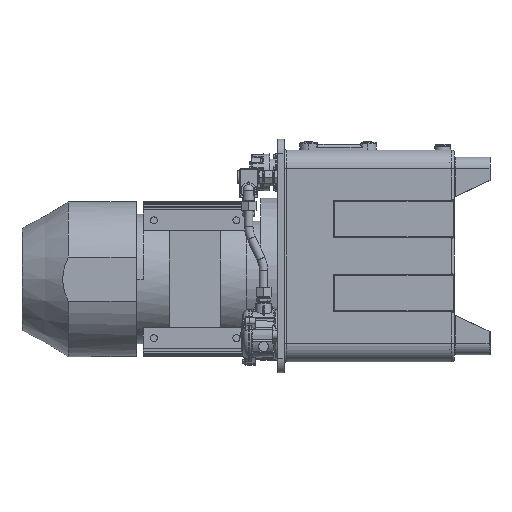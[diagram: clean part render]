
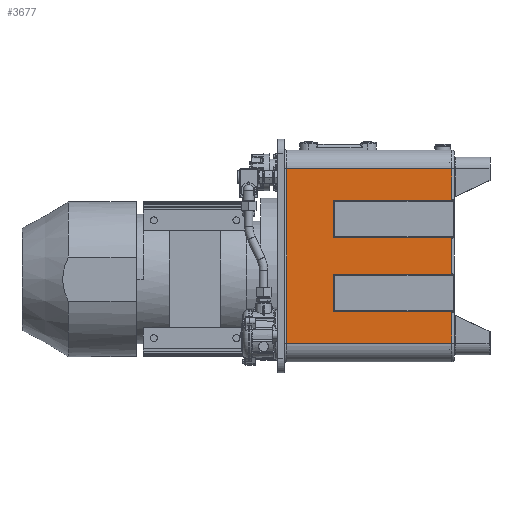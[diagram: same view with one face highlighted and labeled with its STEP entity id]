
A CAD part, left-side view. The second image highlights one B-rep face of the part: STEP entity #3677.
In plain terms, the highlighted planar face has unit normal (-1, 0, 0).
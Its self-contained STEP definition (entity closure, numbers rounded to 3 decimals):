
#3677=ADVANCED_FACE('',(#21208),#21210,.T.);
#21208=FACE_BOUND('',#21209,.T.);
#21209=EDGE_LOOP('',(#37049,#37050,#37051,#37052,#37053,#37054,#37055,#37056,#37057,
#37058,#37059,#37060,#37061,#37062,#37063,#37064));
#21210=PLANE('',#21211);
#21211=AXIS2_PLACEMENT_3D('',#21212,#21213,#21214);
#21212=CARTESIAN_POINT('',(-473.,-328.,-219.));
#21213=DIRECTION('',(-1.,0.,0.));
#21214=DIRECTION('',(0.,0.,1.));
#37049=ORIENTED_EDGE('',*,*,#50196,.F.);
#37050=ORIENTED_EDGE('',*,*,#50100,.F.);
#37051=ORIENTED_EDGE('',*,*,#50195,.F.);
#37052=ORIENTED_EDGE('',*,*,#50197,.F.);
#37053=ORIENTED_EDGE('',*,*,#50198,.F.);
#37054=ORIENTED_EDGE('',*,*,#50199,.F.);
#37055=ORIENTED_EDGE('',*,*,#50200,.F.);
#37056=ORIENTED_EDGE('',*,*,#50201,.F.);
#37057=ORIENTED_EDGE('',*,*,#50202,.F.);
#37058=ORIENTED_EDGE('',*,*,#50203,.F.);
#37059=ORIENTED_EDGE('',*,*,#50204,.F.);
#37060=ORIENTED_EDGE('',*,*,#50205,.F.);
#37061=ORIENTED_EDGE('',*,*,#50206,.F.);
#37062=ORIENTED_EDGE('',*,*,#50207,.F.);
#37063=ORIENTED_EDGE('',*,*,#50208,.F.);
#37064=ORIENTED_EDGE('',*,*,#50209,.F.);
#50100=EDGE_CURVE('',#55423,#55420,#55424,.T.);
#50195=EDGE_CURVE('',#55580,#55423,#55582,.T.);
#50196=EDGE_CURVE('',#55420,#55583,#55584,.T.);
#50197=EDGE_CURVE('',#55585,#55580,#55586,.T.);
#50198=EDGE_CURVE('',#55587,#55585,#55588,.T.);
#50199=EDGE_CURVE('',#55589,#55587,#55590,.T.);
#50200=EDGE_CURVE('',#55591,#55589,#55592,.T.);
#50201=EDGE_CURVE('',#55593,#55591,#55594,.T.);
#50202=EDGE_CURVE('',#55595,#55593,#55596,.T.);
#50203=EDGE_CURVE('',#55597,#55595,#55598,.T.);
#50204=EDGE_CURVE('',#55599,#55597,#55600,.T.);
#50205=EDGE_CURVE('',#55601,#55599,#55602,.T.);
#50206=EDGE_CURVE('',#55603,#55601,#55604,.T.);
#50207=EDGE_CURVE('',#55605,#55603,#55606,.T.);
#50208=EDGE_CURVE('',#55607,#55605,#55608,.T.);
#50209=EDGE_CURVE('',#55583,#55607,#55609,.T.);
#55420=VERTEX_POINT('',#68921);
#55423=VERTEX_POINT('',#68930);
#55424=LINE('',#68931,#68932);
#55580=VERTEX_POINT('',#70043);
#55582=LINE('',#70048,#70049);
#55583=VERTEX_POINT('',#70051);
#55584=LINE('',#70052,#70053);
#55585=VERTEX_POINT('',#70055);
#55586=LINE('',#70056,#70057);
#55587=VERTEX_POINT('',#70059);
#55588=LINE('',#70060,#70061);
#55589=VERTEX_POINT('',#70063);
#55590=LINE('',#70064,#70065);
#55591=VERTEX_POINT('',#70067);
#55592=LINE('',#70068,#70069);
#55593=VERTEX_POINT('',#70071);
#55594=LINE('',#70072,#70073);
#55595=VERTEX_POINT('',#70075);
#55596=LINE('',#70076,#70077);
#55597=VERTEX_POINT('',#70079);
#55598=LINE('',#70080,#70081);
#55599=VERTEX_POINT('',#70083);
#55600=LINE('',#70084,#70085);
#55601=VERTEX_POINT('',#70087);
#55602=LINE('',#70088,#70089);
#55603=VERTEX_POINT('',#70091);
#55604=LINE('',#70092,#70093);
#55605=VERTEX_POINT('',#70095);
#55606=LINE('',#70096,#70097);
#55607=VERTEX_POINT('',#70099);
#55608=LINE('',#70100,#70101);
#55609=LINE('',#70103,#70104);
#68921=CARTESIAN_POINT('',(-473.,33.,157.));
#68930=CARTESIAN_POINT('',(-473.,33.,-219.));
#68931=CARTESIAN_POINT('',(-473.,33.,-219.));
#68932=VECTOR('',#68933,1.);
#68933=DIRECTION('',(0.,0.,1.));
#70043=CARTESIAN_POINT('',(-473.,-323.,-219.));
#70048=CARTESIAN_POINT('',(-473.,-323.,-219.));
#70049=VECTOR('',#70050,1.);
#70050=DIRECTION('',(0.,1.,0.));
#70051=CARTESIAN_POINT('',(-473.,-323.,157.));
#70052=CARTESIAN_POINT('',(-473.,33.,157.));
#70053=VECTOR('',#70054,1.);
#70054=DIRECTION('',(0.,-1.,0.));
#70055=CARTESIAN_POINT('',(-473.,-323.,-152.464));
#70056=CARTESIAN_POINT('',(-473.,-323.,-152.464));
#70057=VECTOR('',#70058,1.);
#70058=DIRECTION('',(0.,0.,-1.));
#70059=CARTESIAN_POINT('',(-473.,-323.,-151.));
#70060=CARTESIAN_POINT('',(-473.,-323.,-151.));
#70061=VECTOR('',#70062,1.);
#70062=DIRECTION('',(0.,0.,-1.));
#70063=CARTESIAN_POINT('',(-473.,-68.,-151.));
#70064=CARTESIAN_POINT('',(-473.,-68.,-151.));
#70065=VECTOR('',#70066,1.);
#70066=DIRECTION('',(0.,-1.,0.));
#70067=CARTESIAN_POINT('',(-473.,-68.,-71.));
#70068=CARTESIAN_POINT('',(-473.,-68.,-71.));
#70069=VECTOR('',#70070,1.);
#70070=DIRECTION('',(0.,0.,-1.));
#70071=CARTESIAN_POINT('',(-473.,-323.,-71.));
#70072=CARTESIAN_POINT('',(-473.,-323.,-71.));
#70073=VECTOR('',#70074,1.);
#70074=DIRECTION('',(0.,1.,0.));
#70075=CARTESIAN_POINT('',(-473.,-323.,-69.536));
#70076=CARTESIAN_POINT('',(-473.,-323.,-69.536));
#70077=VECTOR('',#70078,1.);
#70078=DIRECTION('',(0.,0.,-1.));
#70079=CARTESIAN_POINT('',(-473.,-323.,7.536));
#70080=CARTESIAN_POINT('',(-473.,-323.,7.536));
#70081=VECTOR('',#70082,1.);
#70082=DIRECTION('',(0.,0.,-1.));
#70083=CARTESIAN_POINT('',(-473.,-323.,9.));
#70084=CARTESIAN_POINT('',(-473.,-323.,9.));
#70085=VECTOR('',#70086,1.);
#70086=DIRECTION('',(0.,0.,-1.));
#70087=CARTESIAN_POINT('',(-473.,-68.,9.));
#70088=CARTESIAN_POINT('',(-473.,-68.,9.));
#70089=VECTOR('',#70090,1.);
#70090=DIRECTION('',(0.,-1.,0.));
#70091=CARTESIAN_POINT('',(-473.,-68.,89.));
#70092=CARTESIAN_POINT('',(-473.,-68.,89.));
#70093=VECTOR('',#70094,1.);
#70094=DIRECTION('',(0.,0.,-1.));
#70095=CARTESIAN_POINT('',(-473.,-323.,89.));
#70096=CARTESIAN_POINT('',(-473.,-323.,89.));
#70097=VECTOR('',#70098,1.);
#70098=DIRECTION('',(0.,1.,0.));
#70099=CARTESIAN_POINT('',(-473.,-323.,90.464));
#70100=CARTESIAN_POINT('',(-473.,-323.,90.464));
#70101=VECTOR('',#70102,1.);
#70102=DIRECTION('',(0.,0.,-1.));
#70103=CARTESIAN_POINT('',(-473.,-323.,157.));
#70104=VECTOR('',#70105,1.);
#70105=DIRECTION('',(0.,0.,-1.));
